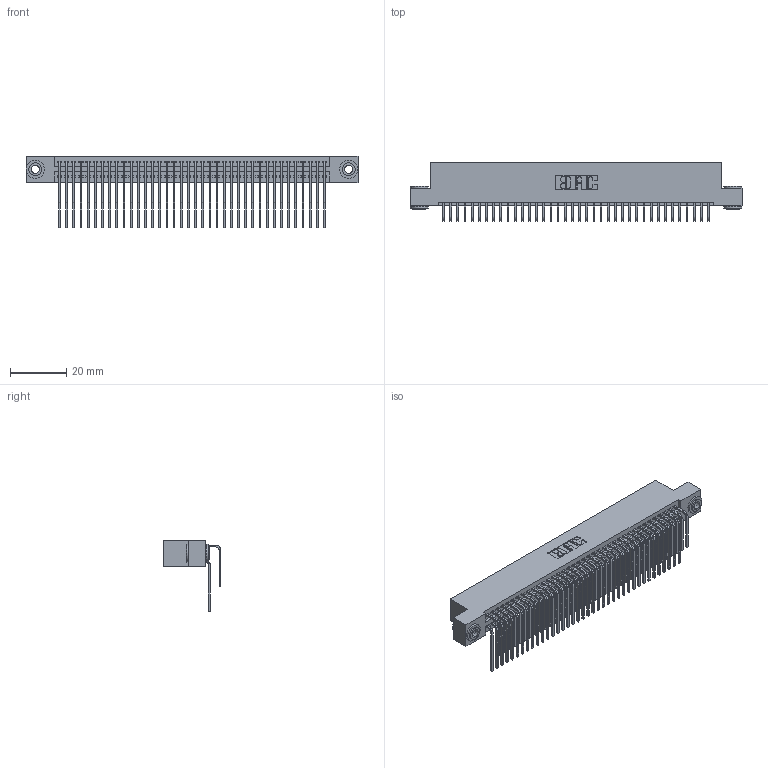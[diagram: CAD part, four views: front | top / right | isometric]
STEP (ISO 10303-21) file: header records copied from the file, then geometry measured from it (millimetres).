
FILE_DESCRIPTION (( 'STEP AP203' ), '1' );
FILE_NAME ('395-076-559-203.STEP', '2018-11-27T22:48:46', ( '' ), ( '' ), 'SwSTEP 2.0', 'SolidWorks 2016', '' );
FILE_SCHEMA (( 'CONFIG_CONTROL_DESIGN' ));
Length unit declared in the file: inch
Products named in the file (5): 345-292-001_559 Tail - 2; 345 Part_Flush Mounting Lugs - 0.156 Dia-TH; 345-250-002_345-250-002-102; 395-076-559-203; 345-292-001_558 559 Tail - 1
Assembly tree (79 placements, depth 2):
  395-076-559-203
    345 Part_Flush Mounting Lugs - 0.156 Dia-TH
    345-292-001_558 559 Tail - 1  x38
    345-292-001_559 Tail - 2  x38
    345-250-002_345-250-002-102  x2
Bounding box: 117.73 x 20.56 x 25.53 mm (x, y, z)
Volume: 11857 mm3; surface area: 19715.7 mm2
Topology: 79 solids, 79 shells, 4116 faces, 12197 edges, 8026 vertices
Faces by surface type: plane 2750, cylinder 1358, cone 8
Entity records: 32656 total; most frequent: CARTESIAN_POINT 5498, ORIENTED_EDGE 5374, DIRECTION 4857, EDGE_CURVE 2687, LINE 2339, VECTOR 2339, VERTEX_POINT 1786, AXIS2_PLACEMENT_3D 1259
